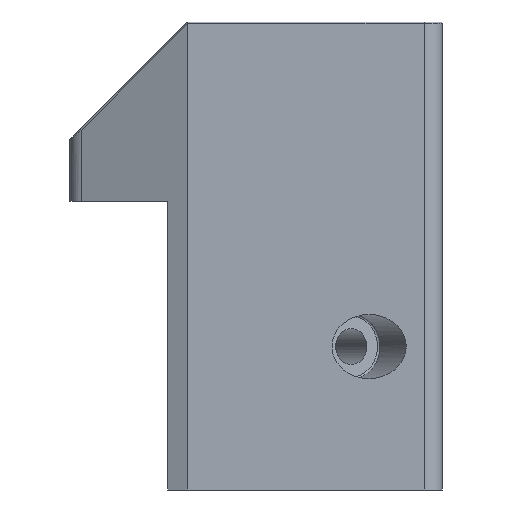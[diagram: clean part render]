
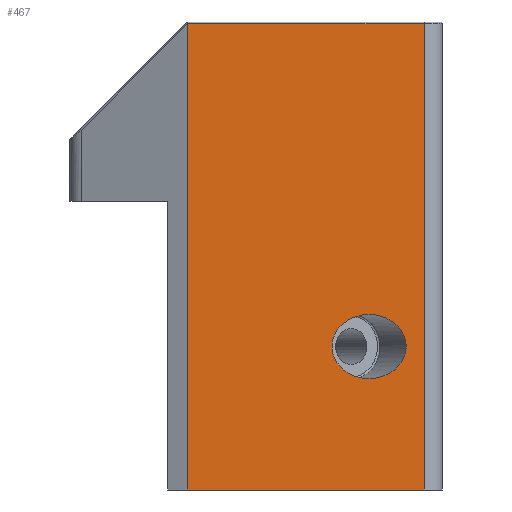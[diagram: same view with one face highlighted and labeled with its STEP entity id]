
A CAD part, left-side view. The second image highlights one B-rep face of the part: STEP entity #467.
In plain terms, the highlighted planar face has unit normal (-1, 0, 0).
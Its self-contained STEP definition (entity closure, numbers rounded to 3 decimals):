
#15=FACE_BOUND('',#73,.T.);
#23=PLANE('',#534);
#45=FACE_OUTER_BOUND('',#72,.T.);
#72=EDGE_LOOP('',(#366,#367,#368,#369,#370));
#73=EDGE_LOOP('',(#371));
#120=LINE('',#851,#157);
#127=LINE('',#872,#164);
#128=LINE('',#876,#165);
#129=LINE('',#877,#166);
#157=VECTOR('',#616,10.);
#164=VECTOR('',#637,10.);
#165=VECTOR('',#642,10.);
#166=VECTOR('',#643,10.);
#183=ELLIPSE('',#508,0.925,0.25);
#191=ELLIPSE('',#535,5.167,4.475);
#199=VERTEX_POINT('',#718);
#200=VERTEX_POINT('',#720);
#216=VERTEX_POINT('',#850);
#223=VERTEX_POINT('',#871);
#224=VERTEX_POINT('',#875);
#225=VERTEX_POINT('',#878);
#243=EDGE_CURVE('',#199,#200,#183,.T.);
#266=EDGE_CURVE('',#200,#216,#120,.T.);
#277=EDGE_CURVE('',#216,#223,#127,.T.);
#279=EDGE_CURVE('',#224,#199,#128,.T.);
#280=EDGE_CURVE('',#224,#223,#129,.T.);
#281=EDGE_CURVE('',#225,#225,#191,.F.);
#366=ORIENTED_EDGE('',*,*,#243,.F.);
#367=ORIENTED_EDGE('',*,*,#279,.F.);
#368=ORIENTED_EDGE('',*,*,#280,.T.);
#369=ORIENTED_EDGE('',*,*,#277,.F.);
#370=ORIENTED_EDGE('',*,*,#266,.F.);
#371=ORIENTED_EDGE('',*,*,#281,.T.);
#467=ADVANCED_FACE('',(#45,#15),#23,.T.);
#508=AXIS2_PLACEMENT_3D('',#721,#570,#571);
#534=AXIS2_PLACEMENT_3D('',#874,#640,#641);
#535=AXIS2_PLACEMENT_3D('',#879,#644,#645);
#570=DIRECTION('center_axis',(1.,0.,0.));
#571=DIRECTION('ref_axis',(0.,0.707,-0.707));
#616=DIRECTION('',(0.,-1.,0.));
#637=DIRECTION('',(0.,0.,-1.));
#640=DIRECTION('center_axis',(-1.,0.,0.));
#641=DIRECTION('ref_axis',(0.,1.,0.));
#642=DIRECTION('',(0.,0.,1.));
#643=DIRECTION('',(0.,-1.,0.));
#644=DIRECTION('center_axis',(-1.,0.,0.));
#645=DIRECTION('ref_axis',(0.,-1.,0.));
#718=CARTESIAN_POINT('',(-57.25,138.325,26.739));
#720=CARTESIAN_POINT('',(-57.25,138.325,26.75));
#721=CARTESIAN_POINT('Origin',(-57.25,137.647,27.324));
#850=CARTESIAN_POINT('',(-57.25,105.303,26.75));
#851=CARTESIAN_POINT('',(-57.25,117.483,26.75));
#871=CARTESIAN_POINT('',(-57.25,105.303,-38.25));
#872=CARTESIAN_POINT('',(-57.25,105.303,0.));
#874=CARTESIAN_POINT('Origin',(-57.25,102.803,0.));
#875=CARTESIAN_POINT('',(-57.25,138.325,-38.25));
#876=CARTESIAN_POINT('',(-57.25,138.325,0.));
#877=CARTESIAN_POINT('',(-57.25,117.483,-38.25));
#878=CARTESIAN_POINT('',(-57.25,112.991,-13.775));
#879=CARTESIAN_POINT('Origin',(-57.25,112.991,-18.25));
